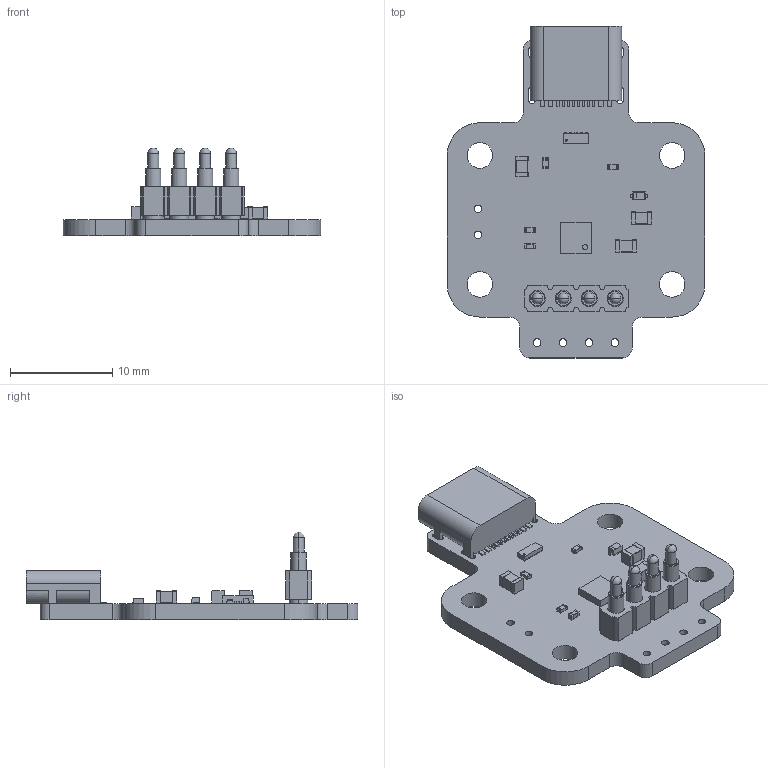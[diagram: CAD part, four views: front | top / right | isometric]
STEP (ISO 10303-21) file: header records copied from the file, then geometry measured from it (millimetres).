
FILE_DESCRIPTION(('FreeCAD Model'),'2;1');
FILE_NAME('Open CASCADE Shape Model','2022-01-21T11:22:39',(''),(''), 'Open CASCADE STEP processor 7.5','FreeCAD','Unknown');
FILE_SCHEMA(('AUTOMOTIVE_DESIGN { 1 0 10303 214 1 1 1 1 }'));
Length unit declared in the file: millimetre
Products named in the file (19): freya; Board_Geoms_c599; Pcb_c599; Step_Models_c599; Top_c599; C2_C_0805_2012Metric_d3040279d0ae; FB1_L_0805_2012Metric_4ad7307cb026; J1_mill-max-812-22-004-30-001101_4a38d1abe34a[7]; mill-max-812-22-004-30-001101_P3XX-18-010-00-090000_
P304-18-010-00-090000; mill-max-812-22-004-30-001101_0907_default; U2_DFN-10-1EP_3x3mm_Pitch0.5mm_c5d82ce2140b; J2_HRO  TYPE-C-31-M-12 v4_5519d812e62f; D1_D_SOD_523_1a0c6e14130a; C1_C_0805_2012Metric_db9c77001cac; U1_USON_10_25x10mm_Pitch05mm_9c5a22cdff6a; R2_R_0402_1005Metric_50745c2482fa; R3_R_0402_1005Metric_f8b5f9f820ed; C3_C_0402_1005Metric_cbf84d9ddb10; R1_R_0402_1005Metric_980f6d399168
Assembly tree (21 placements, depth 5):
  freya
    Board_Geoms_c599
      Pcb_c599
    Step_Models_c599
      Top_c599
        C2_C_0805_2012Metric_d3040279d0ae
        FB1_L_0805_2012Metric_4ad7307cb026
        J1_mill-max-812-22-004-30-001101_4a38d1abe34a[7]
          mill-max-812-22-004-30-001101_P3XX-18-010-00-090000_
P304-18-010-00-090000
          mill-max-812-22-004-30-001101_0907_default  x4
        U2_DFN-10-1EP_3x3mm_Pitch0.5mm_c5d82ce2140b
        J2_HRO  TYPE-C-31-M-12 v4_5519d812e62f
        D1_D_SOD_523_1a0c6e14130a
        C1_C_0805_2012Metric_db9c77001cac
        U1_USON_10_25x10mm_Pitch05mm_9c5a22cdff6a
        R2_R_0402_1005Metric_50745c2482fa
        R3_R_0402_1005Metric_f8b5f9f820ed
        C3_C_0402_1005Metric_cbf84d9ddb10
        R1_R_0402_1005Metric_980f6d399168
Bounding box: 25.2 x 32.45 x 8.58 mm (x, y, z)
Volume: 1118.6 mm3; surface area: 2248.7 mm2
Topology: 17 solids, 17 shells, 675 faces, 1791 edges, 1170 vertices
Faces by surface type: plane 435, cylinder 196, cone 26, bspline 10, sphere 8
Full cylindrical faces by diameter (mm): 0.2 x1, 0.5 x3, 0.65 x2, 0.762 x6, 2.5 x4
Entity records: 22494 total; most frequent: CARTESIAN_POINT 3481, ORIENTED_EDGE 3350, DIRECTION 3305, EDGE_CURVE 1675, LINE 1287, VECTOR 1287, VERTEX_POINT 1101, AXIS2_PLACEMENT_3D 1009
